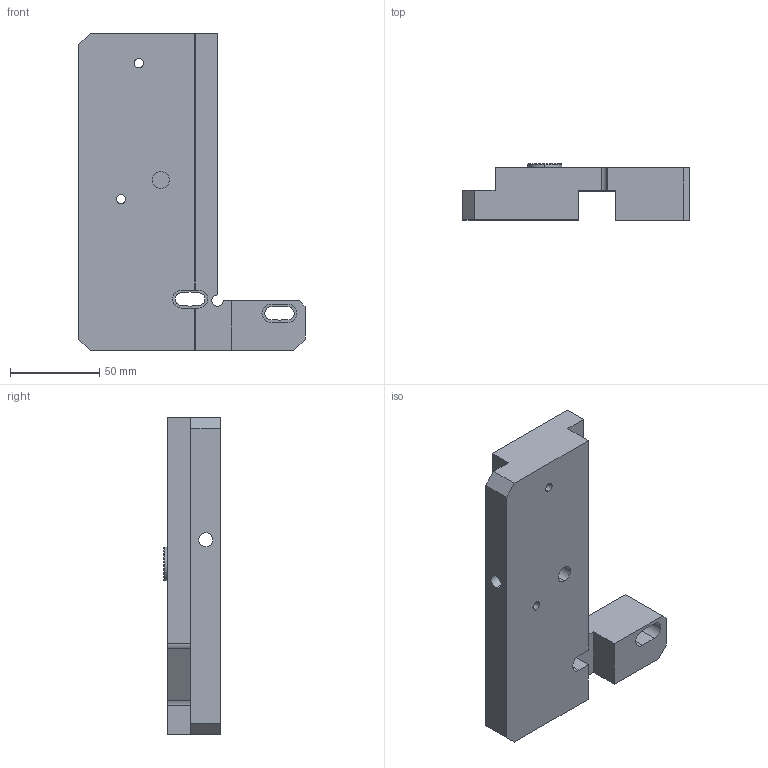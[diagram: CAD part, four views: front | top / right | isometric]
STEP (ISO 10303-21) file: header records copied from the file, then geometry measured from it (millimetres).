
FILE_DESCRIPTION (( 'STEP AP214' ), '1' );
FILE_NAME ('D1201454-v2.STEP', '2013-05-21T18:42:18', ( 'ligo' ), ( '' ), 'SwSTEP 2.0', 'SolidWorks 2013', '' );
FILE_SCHEMA (( 'AUTOMOTIVE_DESIGN' ));
Length unit declared in the file: inch
Products named in the file (1): D1201454-v2
Bounding box: 127 x 31.75 x 177.8 mm (x, y, z)
Volume: 342025.8 mm3; surface area: 53910.7 mm2
Topology: 2 solids, 2 shells, 249 faces, 671 edges, 446 vertices
Faces by surface type: plane 126, bspline 88, cylinder 31, torus 4
Entity records: 15223 total; most frequent: CARTESIAN_POINT 6607, ORIENTED_EDGE 1342, DIRECTION 889, EDGE_CURVE 671, VERTEX_POINT 446, VECTOR 425, LINE 425, EDGE_LOOP 281
